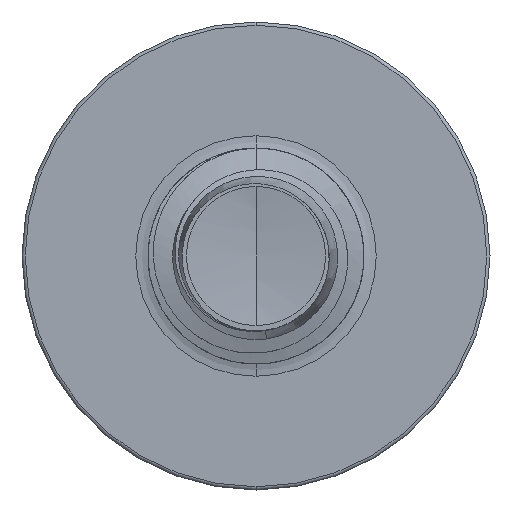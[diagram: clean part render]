
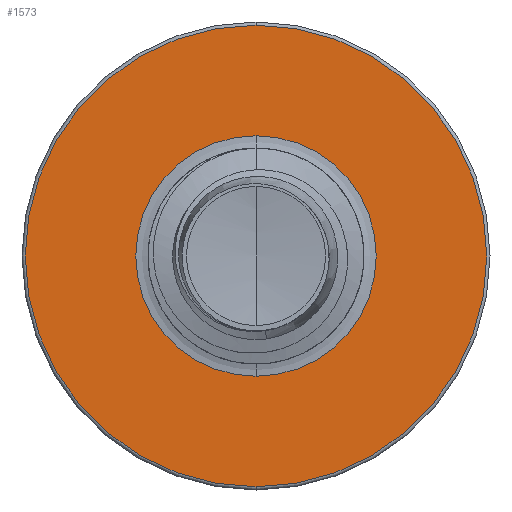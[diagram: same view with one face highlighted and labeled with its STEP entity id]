
A CAD part, front view. The second image highlights one B-rep face of the part: STEP entity #1573.
In plain terms, the highlighted planar face has unit normal (0, -1, 0).
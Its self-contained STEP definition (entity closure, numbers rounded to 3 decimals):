
#212 = ORIENTED_EDGE ( 'NONE', *, *, #18153, .F. ) ;
#1573 = ADVANCED_FACE ( 'NONE', ( #17512, #16636 ), #15327, .F. ) ;
#1832 = AXIS2_PLACEMENT_3D ( 'NONE', #14585, #4569, #15869 ) ;
#2471 = ORIENTED_EDGE ( 'NONE', *, *, #16684, .F. ) ;
#2742 = CARTESIAN_POINT ( 'NONE',  ( 0., 7., 3.205 ) ) ;
#3546 = CIRCLE ( 'NONE', #5343, 1.67 ) ;
#4561 = VERTEX_POINT ( 'NONE', #7027 ) ;
#4569 = DIRECTION ( 'NONE',  ( 0., 1., 0. ) ) ;
#4818 = EDGE_LOOP ( 'NONE', ( #9945, #4860 ) ) ;
#4860 = ORIENTED_EDGE ( 'NONE', *, *, #12720, .T. ) ;
#4986 = CARTESIAN_POINT ( 'NONE',  ( 0., 7., 0. ) ) ;
#5343 = AXIS2_PLACEMENT_3D ( 'NONE', #6305, #6279, #6270 ) ;
#6270 = DIRECTION ( 'NONE',  ( 0., 0., 1. ) ) ;
#6279 = DIRECTION ( 'NONE',  ( 0., 1., 0. ) ) ;
#6305 = CARTESIAN_POINT ( 'NONE',  ( 0., 7., 0. ) ) ;
#6878 = VERTEX_POINT ( 'NONE', #18665 ) ;
#6954 = DIRECTION ( 'NONE',  ( 0., 0., 1. ) ) ;
#7027 = CARTESIAN_POINT ( 'NONE',  ( 0., 7., 1.67 ) ) ;
#8754 = DIRECTION ( 'NONE',  ( 0., 1., 0. ) ) ;
#8779 = AXIS2_PLACEMENT_3D ( 'NONE', #17119, #8754, #18122 ) ;
#9860 = DIRECTION ( 'NONE',  ( 0., 0., 1. ) ) ;
#9889 = DIRECTION ( 'NONE',  ( 0., 1., 0. ) ) ;
#9945 = ORIENTED_EDGE ( 'NONE', *, *, #18126, .T. ) ;
#11797 = AXIS2_PLACEMENT_3D ( 'NONE', #14615, #9889, #9860 ) ;
#12127 = EDGE_LOOP ( 'NONE', ( #2471, #212 ) ) ;
#12720 = EDGE_CURVE ( 'NONE', #6878, #4561, #3546, .T. ) ;
#14228 = CARTESIAN_POINT ( 'NONE',  ( 0., 7., -3.205 ) ) ;
#14585 = CARTESIAN_POINT ( 'NONE',  ( 0., 7., 0. ) ) ;
#14615 = CARTESIAN_POINT ( 'NONE',  ( 0., 7., -1.67 ) ) ;
#15132 = VERTEX_POINT ( 'NONE', #14228 ) ;
#15327 = PLANE ( 'NONE',  #11797 ) ;
#15450 = CIRCLE ( 'NONE', #1832, 3.205 ) ;
#15869 = DIRECTION ( 'NONE',  ( 0., 0., 1. ) ) ;
#16120 = DIRECTION ( 'NONE',  ( 0., 1., 0. ) ) ;
#16221 = CIRCLE ( 'NONE', #17962, 3.205 ) ;
#16583 = CIRCLE ( 'NONE', #8779, 1.67 ) ;
#16636 = FACE_BOUND ( 'NONE', #4818, .T. ) ;
#16684 = EDGE_CURVE ( 'NONE', #17815, #15132, #15450, .T. ) ;
#17119 = CARTESIAN_POINT ( 'NONE',  ( 0., 7., 0. ) ) ;
#17512 = FACE_OUTER_BOUND ( 'NONE', #12127, .T. ) ;
#17815 = VERTEX_POINT ( 'NONE', #2742 ) ;
#17962 = AXIS2_PLACEMENT_3D ( 'NONE', #4986, #16120, #6954 ) ;
#18122 = DIRECTION ( 'NONE',  ( 0., 0., 1. ) ) ;
#18126 = EDGE_CURVE ( 'NONE', #4561, #6878, #16583, .T. ) ;
#18153 = EDGE_CURVE ( 'NONE', #15132, #17815, #16221, .T. ) ;
#18665 = CARTESIAN_POINT ( 'NONE',  ( 0., 7., -1.67 ) ) ;
